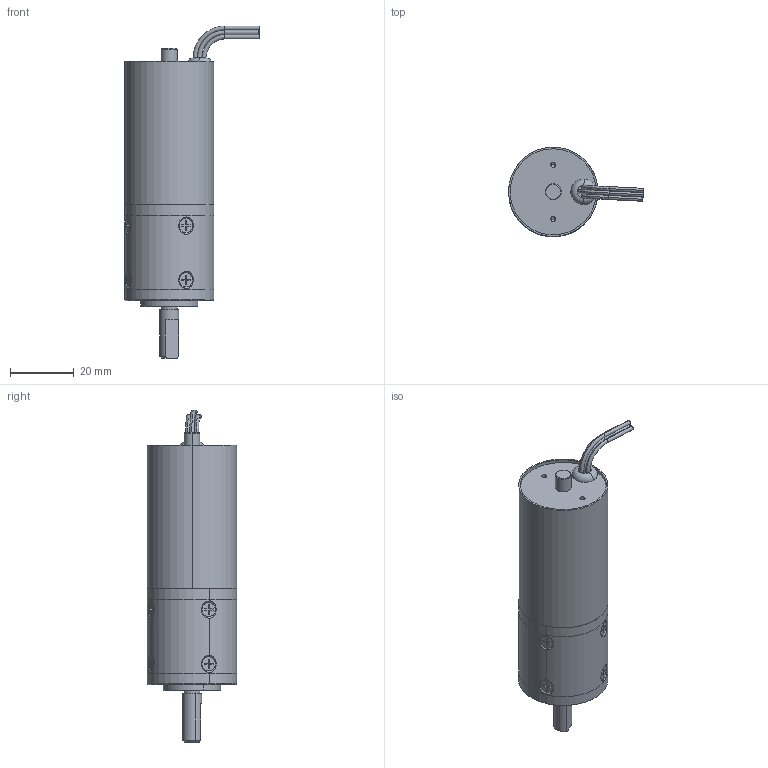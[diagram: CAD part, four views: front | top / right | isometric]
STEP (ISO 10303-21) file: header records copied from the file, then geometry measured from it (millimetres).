
FILE_DESCRIPTION (( 'STEP AP214' ), '1' );
FILE_NAME ('28BL-AG.STEP', '2022-03-04T03:27:12', ( '' ), ( '' ), 'SwSTEP 2.0', 'SolidWorks 2020', '' );
FILE_SCHEMA (( 'AUTOMOTIVE_DESIGN' ));
Length unit declared in the file: millimetre
Products named in the file (14): PLA28-00蚾饜芞; PLA28-013齿圈; 28BL-AG; PLA36-006怮栠謫; 3x8种隊; PLA36-005珨撰俴陎謫; 波纹垫圈; 萇儂盄; PLA28-003ヶ傷裔; PLA28-004綴傷裔; PLA28-002怀堤粣; 28萇儂; M2.5蹟隊; 696ZZ 15x6x5
Assembly tree (25 placements, depth 3):
  28BL-AG
    28萇儂
    PLA28-00蚾饜芞
      PLA28-004綴傷裔
      PLA28-013齿圈
      PLA28-003ヶ傷裔
      PLA28-002怀堤粣
      696ZZ 15x6x5  x2
      3x8种隊  x3
      PLA36-005珨撰俴陎謫  x3
      波纹垫圈
      PLA36-006怮栠謫
      M2.5蹟隊  x8
    萇儂盄
Bounding box: 42.27 x 28 x 104.02 mm (x, y, z)
Volume: 41368.2 mm3; surface area: 22464.3 mm2
Topology: 29 solids, 29 shells, 1554 faces, 4218 edges, 2735 vertices
Faces by surface type: cylinder 1110, plane 198, cone 158, torus 80, bspline 8
Entity records: 42261 total; most frequent: CARTESIAN_POINT 13249, DIRECTION 6184, ORIENTED_EDGE 5836, EDGE_CURVE 2918, AXIS2_PLACEMENT_3D 2610, VERTEX_POINT 1899, CIRCLE 1530, EDGE_LOOP 1127
